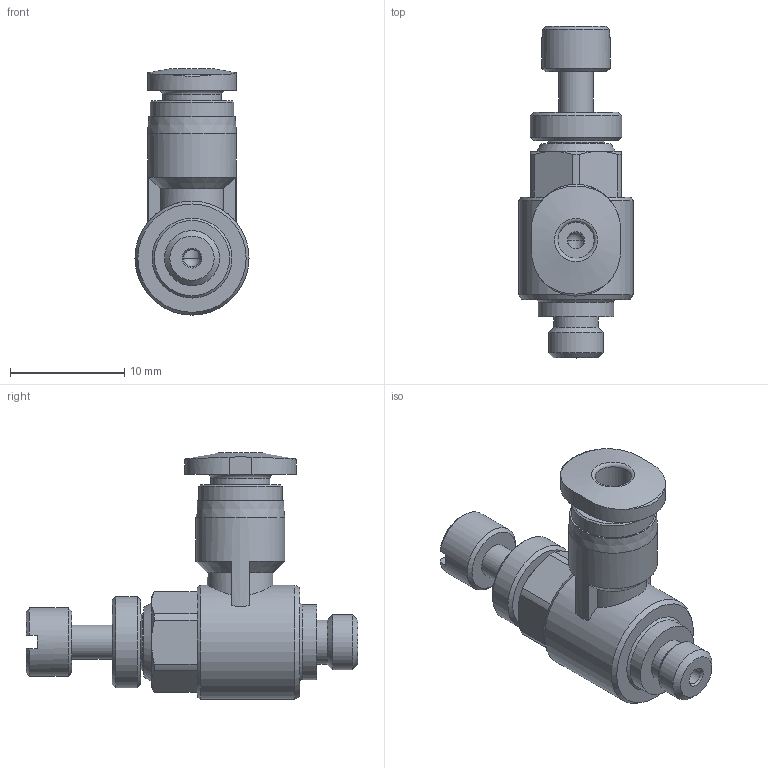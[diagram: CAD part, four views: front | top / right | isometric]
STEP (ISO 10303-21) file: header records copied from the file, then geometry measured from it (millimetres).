
FILE_DESCRIPTION(/* description */ ('STEP AP214'),/* implementation_level */ '2;1');
FILE_NAME(/* name */ '564839_GRLA-10-32-UNF-QB-1_8-U',/* time_stamp */ '2024-08-28T21:21:05+02:00',/* author */ ('License CC BY-ND 4.0'),/* organization */ ('CADENAS'),/* preprocessor_version */ 'ST-DEVELOPER v19.3',/* originating_system */ 'PARTsolutions',/* authorisation */ ' ');
FILE_SCHEMA (('AUTOMOTIVE_DESIGN {1 0 10303 214 3 1 1}'));
Length unit declared in the file: millimetre
Products named in the file (1): 564839 GRLA-10-32-UNF-QB-1/8-U---(29.1)
Bounding box: 10 x 29.1 x 21.6 mm (x, y, z)
Volume: 1709.2 mm3; surface area: 1468.3 mm2
Topology: 1 solids, 1 shells, 83 faces, 190 edges, 120 vertices
Faces by surface type: plane 30, cone 24, cylinder 24, torus 4, sphere 1
Full cylindrical faces by diameter (mm): 1.5 x2, 3 x1, 3.175 x1, 3.881 x1, 4.826 x1, 5 x1, 5.175 x1, 6 x1, 6.6 x1, 7.3 x1, 7.8 x1, 8 x1, 10 x1
Entity records: 2805 total; most frequent: CARTESIAN_POINT 475, DIRECTION 366, ORIENTED_EDGE 308, AXIS2_PLACEMENT_3D 163, EDGE_CURVE 154, EDGE_LOOP 127, FACE_BOUND 127, VERTEX_POINT 115
